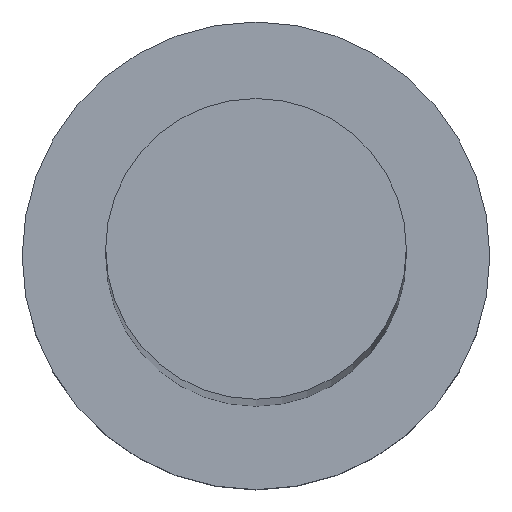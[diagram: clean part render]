
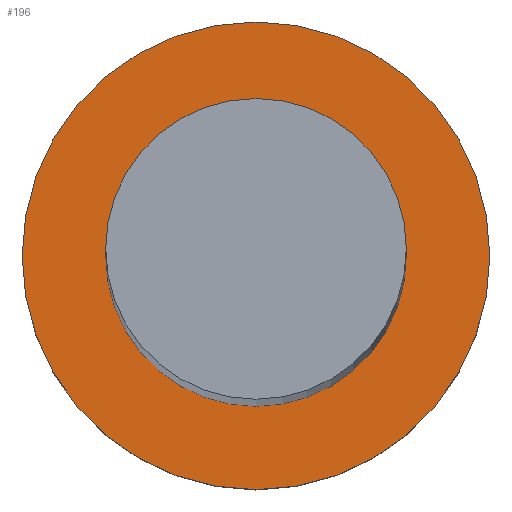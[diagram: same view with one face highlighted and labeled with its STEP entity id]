
A CAD part, top view. The second image highlights one B-rep face of the part: STEP entity #196.
In plain terms, the highlighted planar face has unit normal (0, 0, 1).
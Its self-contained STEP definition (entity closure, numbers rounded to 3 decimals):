
#11 = AXIS2_PLACEMENT_3D ( 'NONE', #107, #135, #28 ) ;
#18 = DIRECTION ( 'NONE',  ( 1., 0., 0. ) ) ;
#19 = CIRCLE ( 'NONE', #98, 7. ) ;
#20 = CARTESIAN_POINT ( 'NONE',  ( 4.5, 0., 5. ) ) ;
#21 = DIRECTION ( 'NONE',  ( 0., 0., 1. ) ) ;
#27 = VERTEX_POINT ( 'NONE', #212 ) ;
#28 = DIRECTION ( 'NONE',  ( 1., 0., 0. ) ) ;
#32 = CIRCLE ( 'NONE', #56, 4.5 ) ;
#36 = CARTESIAN_POINT ( 'NONE',  ( -4.5, 0., 5. ) ) ;
#48 = VERTEX_POINT ( 'NONE', #217 ) ;
#52 = EDGE_LOOP ( 'NONE', ( #245, #185 ) ) ;
#56 = AXIS2_PLACEMENT_3D ( 'NONE', #84, #81, #227 ) ;
#58 = CARTESIAN_POINT ( 'NONE',  ( 0., 0., 5. ) ) ;
#74 = CARTESIAN_POINT ( 'NONE',  ( 0., 0., 5. ) ) ;
#77 = DIRECTION ( 'NONE',  ( 1., 0., 0. ) ) ;
#78 = FACE_OUTER_BOUND ( 'NONE', #52, .T. ) ;
#81 = DIRECTION ( 'NONE',  ( 0., 0., 1. ) ) ;
#83 = AXIS2_PLACEMENT_3D ( 'NONE', #240, #178, #115 ) ;
#84 = CARTESIAN_POINT ( 'NONE',  ( 0., 0., 5. ) ) ;
#85 = VERTEX_POINT ( 'NONE', #36 ) ;
#96 = EDGE_CURVE ( 'NONE', #166, #85, #164, .T. ) ;
#98 = AXIS2_PLACEMENT_3D ( 'NONE', #74, #21, #77 ) ;
#107 = CARTESIAN_POINT ( 'NONE',  ( 0., 0., 5. ) ) ;
#108 = ORIENTED_EDGE ( 'NONE', *, *, #96, .F. ) ;
#113 = EDGE_CURVE ( 'NONE', #48, #27, #19, .T. ) ;
#114 = CIRCLE ( 'NONE', #11, 7. ) ;
#115 = DIRECTION ( 'NONE',  ( 1., 0., 0. ) ) ;
#118 = PLANE ( 'NONE',  #129 ) ;
#124 = EDGE_LOOP ( 'NONE', ( #182, #108 ) ) ;
#129 = AXIS2_PLACEMENT_3D ( 'NONE', #58, #130, #18 ) ;
#130 = DIRECTION ( 'NONE',  ( 0., 0., 1. ) ) ;
#135 = DIRECTION ( 'NONE',  ( 0., 0., 1. ) ) ;
#164 = CIRCLE ( 'NONE', #83, 4.5 ) ;
#166 = VERTEX_POINT ( 'NONE', #20 ) ;
#178 = DIRECTION ( 'NONE',  ( 0., 0., 1. ) ) ;
#182 = ORIENTED_EDGE ( 'NONE', *, *, #221, .F. ) ;
#185 = ORIENTED_EDGE ( 'NONE', *, *, #113, .T. ) ;
#196 = ADVANCED_FACE ( 'NONE', ( #199, #78 ), #118, .T. ) ;
#199 = FACE_BOUND ( 'NONE', #124, .T. ) ;
#212 = CARTESIAN_POINT ( 'NONE',  ( -7., 0., 5. ) ) ;
#217 = CARTESIAN_POINT ( 'NONE',  ( 7., 0., 5. ) ) ;
#221 = EDGE_CURVE ( 'NONE', #85, #166, #32, .T. ) ;
#227 = DIRECTION ( 'NONE',  ( 1., 0., 0. ) ) ;
#235 = EDGE_CURVE ( 'NONE', #27, #48, #114, .T. ) ;
#240 = CARTESIAN_POINT ( 'NONE',  ( 0., 0., 5. ) ) ;
#245 = ORIENTED_EDGE ( 'NONE', *, *, #235, .T. ) ;
